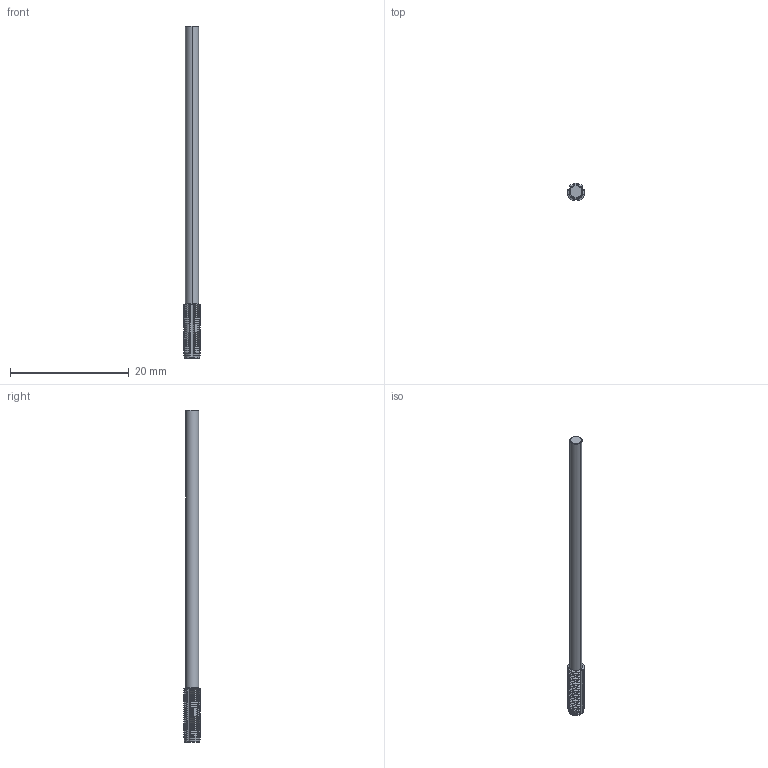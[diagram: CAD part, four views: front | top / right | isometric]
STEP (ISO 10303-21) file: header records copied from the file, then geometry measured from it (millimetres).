
FILE_DESCRIPTION(('no description'),'unknown implementation level');
FILE_NAME('solidvzN4BY63P3ZZruvzSGCVjwmLqFg_1.STP',' ',('CIM GmbH Aachen'),('CADClick - KiM GmbH - www.kimweb.de'),'unknown preprocess','ACIS','unknown authorization');
FILE_SCHEMA(('automotive_design'));
Length unit declared in the file: millimetre
Products named in the file (2): 1; 2
Bounding box: 3 x 2.94 x 56 mm (x, y, z)
Volume: 231.1 mm3; surface area: 594 mm2
Topology: 2 solids, 2 shells, 538 faces, 1489 edges, 955 vertices
Faces by surface type: cone 288, cylinder 238, plane 9, torus 3
Entity records: 36216 total; most frequent: CARTESIAN_POINT 6085, STYLED_ITEM 2984, PRESENTATION_STYLE_ASSIGNMENT 2984, COLOUR_RGB 2984, ORIENTED_EDGE 2978, DIRECTION 2824, EDGE_CURVE 1489, CURVE_STYLE 1489
